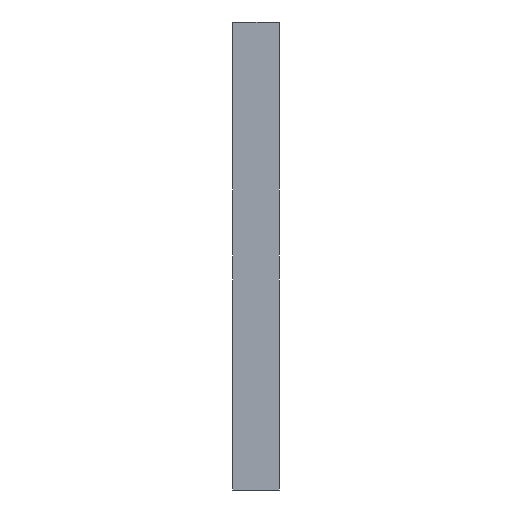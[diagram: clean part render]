
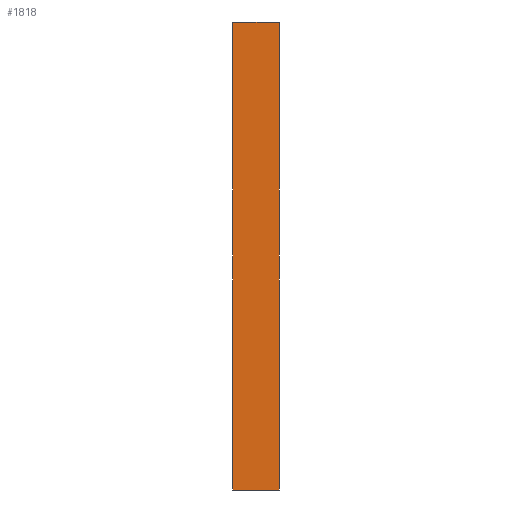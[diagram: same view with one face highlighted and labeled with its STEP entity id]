
A CAD part, left-side view. The second image highlights one B-rep face of the part: STEP entity #1818.
In plain terms, the highlighted planar face has unit normal (-1, 0, 0).
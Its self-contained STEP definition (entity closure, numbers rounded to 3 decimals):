
#1 = LINE ( 'NONE', #279, #4633 ) ;
#279 = CARTESIAN_POINT ( 'NONE',  ( -1000., -3., 15. ) ) ;
#364 = VERTEX_POINT ( 'NONE', #4841 ) ;
#445 = AXIS2_PLACEMENT_3D ( 'NONE', #2145, #2597, #5734 ) ;
#510 = VERTEX_POINT ( 'NONE', #1169 ) ;
#819 = CARTESIAN_POINT ( 'NONE',  ( -1000., 0., 15. ) ) ;
#941 = EDGE_CURVE ( 'NONE', #2485, #364, #1, .T. ) ;
#1098 = EDGE_CURVE ( 'NONE', #510, #2485, #3177, .T. ) ;
#1169 = CARTESIAN_POINT ( 'NONE',  ( -1000., -3., -15. ) ) ;
#1280 = DIRECTION ( 'NONE',  ( 0., 0., 1. ) ) ;
#1450 = LINE ( 'NONE', #819, #2517 ) ;
#1728 = ORIENTED_EDGE ( 'NONE', *, *, #3941, .F. ) ;
#1818 = ADVANCED_FACE ( 'NONE', ( #4057 ), #4385, .T. ) ;
#1875 = CARTESIAN_POINT ( 'NONE',  ( -1000., -3., 15. ) ) ;
#1975 = VECTOR ( 'NONE', #4752, 1000. ) ;
#2034 = EDGE_LOOP ( 'NONE', ( #1728, #3166, #4089, #2135 ) ) ;
#2106 = VERTEX_POINT ( 'NONE', #2694 ) ;
#2135 = ORIENTED_EDGE ( 'NONE', *, *, #941, .T. ) ;
#2145 = CARTESIAN_POINT ( 'NONE',  ( -1000., -3., 15. ) ) ;
#2485 = VERTEX_POINT ( 'NONE', #1875 ) ;
#2517 = VECTOR ( 'NONE', #1280, 1000. ) ;
#2597 = DIRECTION ( 'NONE',  ( -1., 0., 0. ) ) ;
#2655 = DIRECTION ( 'NONE',  ( 0., 1., 0. ) ) ;
#2694 = CARTESIAN_POINT ( 'NONE',  ( -1000., 0., -15. ) ) ;
#3166 = ORIENTED_EDGE ( 'NONE', *, *, #5651, .F. ) ;
#3177 = LINE ( 'NONE', #4735, #1975 ) ;
#3941 = EDGE_CURVE ( 'NONE', #2106, #364, #1450, .T. ) ;
#4057 = FACE_OUTER_BOUND ( 'NONE', #2034, .T. ) ;
#4089 = ORIENTED_EDGE ( 'NONE', *, *, #1098, .T. ) ;
#4385 = PLANE ( 'NONE',  #445 ) ;
#4513 = VECTOR ( 'NONE', #2655, 1000. ) ;
#4633 = VECTOR ( 'NONE', #5083, 1000. ) ;
#4735 = CARTESIAN_POINT ( 'NONE',  ( -1000., -3., 15. ) ) ;
#4752 = DIRECTION ( 'NONE',  ( 0., 0., 1. ) ) ;
#4841 = CARTESIAN_POINT ( 'NONE',  ( -1000., 0., 15. ) ) ;
#5083 = DIRECTION ( 'NONE',  ( 0., 1., 0. ) ) ;
#5334 = CARTESIAN_POINT ( 'NONE',  ( -1000., -3., -15. ) ) ;
#5651 = EDGE_CURVE ( 'NONE', #510, #2106, #5699, .T. ) ;
#5699 = LINE ( 'NONE', #5334, #4513 ) ;
#5734 = DIRECTION ( 'NONE',  ( 0., 0., 1. ) ) ;
